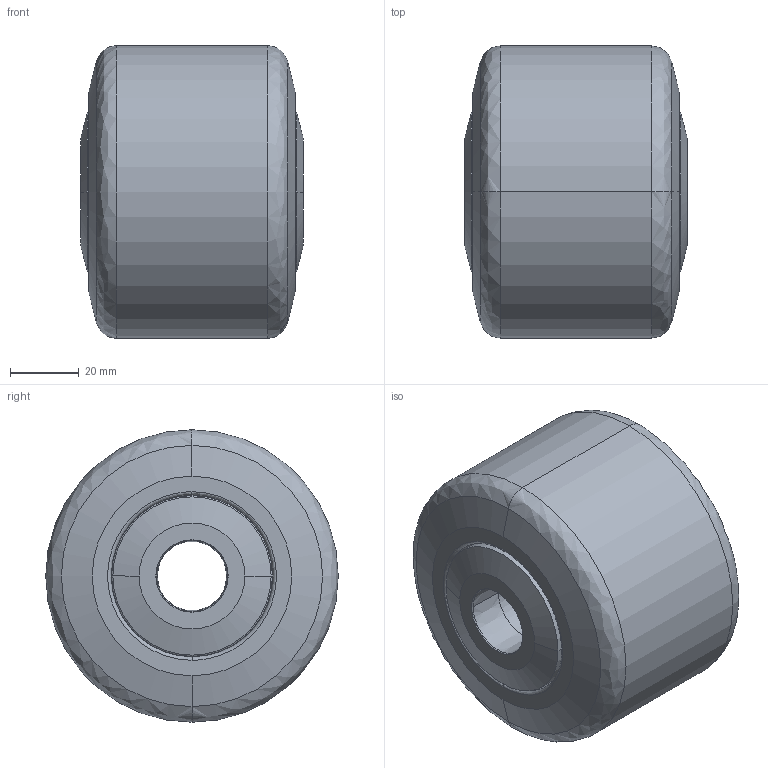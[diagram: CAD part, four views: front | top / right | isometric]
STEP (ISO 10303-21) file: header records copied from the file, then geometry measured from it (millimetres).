
FILE_DESCRIPTION (( 'STEP AP214' ), '1' );
FILE_NAME ('0017670.step', '2022-08-16T11:01:12', ( '' ), ( '' ), 'SwSTEP 2.0', 'SolidWorks 2020', '' );
FILE_SCHEMA (( 'AUTOMOTIVE_DESIGN' ));
Length unit declared in the file: millimetre
Products named in the file (1): 0017670
Bounding box: 64.8 x 85 x 85 mm (x, y, z)
Volume: 273361.1 mm3; surface area: 54719.6 mm2
Topology: 5 solids, 5 shells, 398 faces, 1216 edges, 718 vertices
Faces by surface type: bspline 212, cylinder 78, plane 56, cone 52
Entity records: 24136 total; most frequent: CARTESIAN_POINT 10811, ORIENTED_EDGE 2288, DIRECTION 1508, EDGE_CURVE 1144, VERTEX_POINT 718, AXIS2_PLACEMENT_3D 645, CIRCLE 458, EDGE_LOOP 422
